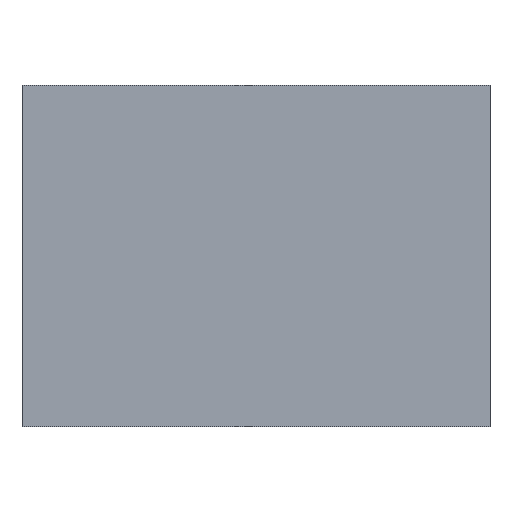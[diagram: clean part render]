
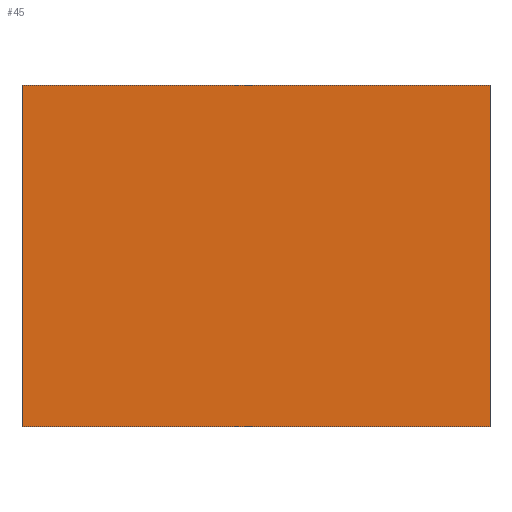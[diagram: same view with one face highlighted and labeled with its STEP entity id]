
A CAD part, left-side view. The second image highlights one B-rep face of the part: STEP entity #45.
In plain terms, the highlighted planar face has unit normal (-1, 0, 0).
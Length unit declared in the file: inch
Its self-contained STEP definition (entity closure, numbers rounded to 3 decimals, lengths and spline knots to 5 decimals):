
#13 = VECTOR ( 'NONE', #96, 39.37008 ) ;
#14 = VERTEX_POINT ( 'NONE', #216 ) ;
#20 = LINE ( 'NONE', #119, #181 ) ;
#26 = FACE_OUTER_BOUND ( 'NONE', #70, .T. ) ;
#33 = DIRECTION ( 'NONE',  ( 1., 0., 0. ) ) ;
#35 = LINE ( 'NONE', #212, #13 ) ;
#37 = AXIS2_PLACEMENT_3D ( 'NONE', #232, #33, #62 ) ;
#45 = ADVANCED_FACE ( 'NONE', ( #26 ), #81, .F. ) ;
#47 = VECTOR ( 'NONE', #67, 39.37008 ) ;
#52 = VERTEX_POINT ( 'NONE', #69 ) ;
#55 = CARTESIAN_POINT ( 'NONE',  ( 0., -1.37, 1. ) ) ;
#58 = EDGE_CURVE ( 'NONE', #134, #14, #20, .T. ) ;
#62 = DIRECTION ( 'NONE',  ( 0., 0., -1. ) ) ;
#67 = DIRECTION ( 'NONE',  ( 0., -1., 0. ) ) ;
#69 = CARTESIAN_POINT ( 'NONE',  ( 0., 1.37, -1. ) ) ;
#70 = EDGE_LOOP ( 'NONE', ( #126, #84, #83, #152 ) ) ;
#73 = LINE ( 'NONE', #97, #187 ) ;
#81 = PLANE ( 'NONE',  #37 ) ;
#83 = ORIENTED_EDGE ( 'NONE', *, *, #207, .F. ) ;
#84 = ORIENTED_EDGE ( 'NONE', *, *, #115, .F. ) ;
#96 = DIRECTION ( 'NONE',  ( 0., 1., 0. ) ) ;
#97 = CARTESIAN_POINT ( 'NONE',  ( 0., 1.37, -1. ) ) ;
#115 = EDGE_CURVE ( 'NONE', #52, #210, #73, .T. ) ;
#116 = DIRECTION ( 'NONE',  ( 0., 0., 1. ) ) ;
#119 = CARTESIAN_POINT ( 'NONE',  ( 0., -1.37, -1. ) ) ;
#126 = ORIENTED_EDGE ( 'NONE', *, *, #215, .F. ) ;
#134 = VERTEX_POINT ( 'NONE', #231 ) ;
#140 = DIRECTION ( 'NONE',  ( 0., 0., -1. ) ) ;
#152 = ORIENTED_EDGE ( 'NONE', *, *, #58, .F. ) ;
#181 = VECTOR ( 'NONE', #140, 39.37008 ) ;
#187 = VECTOR ( 'NONE', #116, 39.37008 ) ;
#207 = EDGE_CURVE ( 'NONE', #14, #52, #35, .T. ) ;
#210 = VERTEX_POINT ( 'NONE', #211 ) ;
#211 = CARTESIAN_POINT ( 'NONE',  ( 0., 1.37, 1. ) ) ;
#212 = CARTESIAN_POINT ( 'NONE',  ( 0., -1.37, -1. ) ) ;
#215 = EDGE_CURVE ( 'NONE', #210, #134, #229, .T. ) ;
#216 = CARTESIAN_POINT ( 'NONE',  ( 0., -1.37, -1. ) ) ;
#229 = LINE ( 'NONE', #55, #47 ) ;
#231 = CARTESIAN_POINT ( 'NONE',  ( 0., -1.37, 1. ) ) ;
#232 = CARTESIAN_POINT ( 'NONE',  ( 0., 0., 0. ) ) ;
